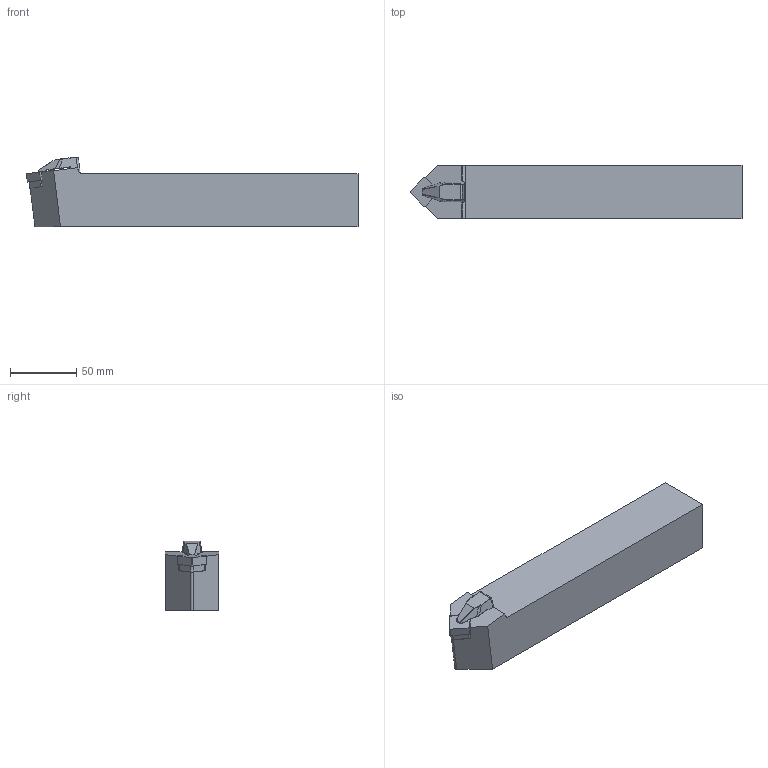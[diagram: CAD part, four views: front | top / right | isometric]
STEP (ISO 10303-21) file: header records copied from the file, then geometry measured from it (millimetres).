
FILE_DESCRIPTION(/* description */ (''),/* implementation_level */ '2;1');
FILE_NAME(/* name */ 'TSDNN-4040-S15.stp',/* time_stamp */ '2023-10-17T11:37:54+03:00',/* author */ (''),/* organization */ (''),/* preprocessor_version */ 'ST-DEVELOPER v19.4',/* originating_system */ 'SIEMENS PLM Software NX2306.3001',/* authorisation */ '');
FILE_SCHEMA (('AUTOMOTIVE_DESIGN { 1 0 10303 214 3 1 1 1 }'));
Length unit declared in the file: millimetre
Products named in the file (1): TSDNN-4040-S15
Bounding box: 249.67 x 40 x 52.55 mm (x, y, z)
Volume: 383882.4 mm3; surface area: 43221.2 mm2
Topology: 2 solids, 2 shells, 81 faces, 213 edges, 134 vertices
Faces by surface type: plane 42, cylinder 32, bspline 6, torus 1
Full cylindrical faces by diameter (mm): 5.8 x1
Entity records: 2607 total; most frequent: CARTESIAN_POINT 489, DIRECTION 439, ORIENTED_EDGE 416, EDGE_CURVE 208, AXIS2_PLACEMENT_3D 155, VERTEX_POINT 133, LINE 129, VECTOR 129
